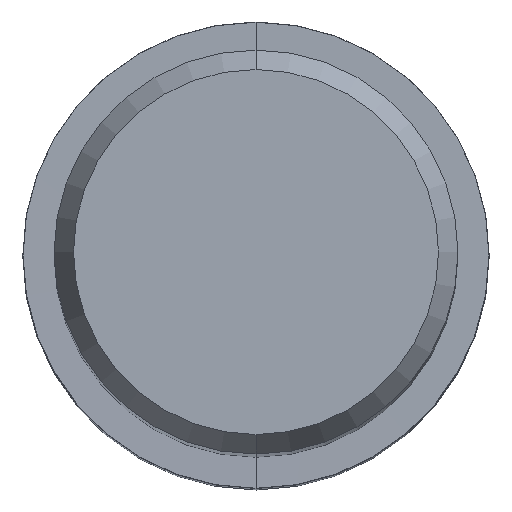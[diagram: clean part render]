
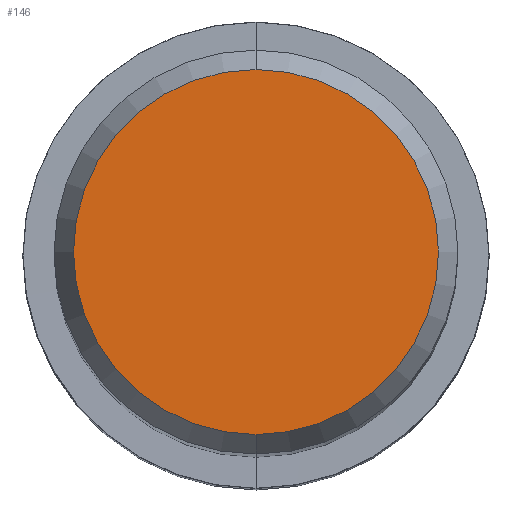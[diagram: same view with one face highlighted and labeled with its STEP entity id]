
A CAD part, top view. The second image highlights one B-rep face of the part: STEP entity #146.
In plain terms, the highlighted planar face has unit normal (0, 0, 1).
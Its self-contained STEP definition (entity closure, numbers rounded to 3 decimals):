
#90=EDGE_CURVE('',#132,#100,#204,.T.);
#100=VERTEX_POINT('',#215);
#124=EDGE_CURVE('',#100,#132,#242,.T.);
#132=VERTEX_POINT('',#251);
#146=ADVANCED_FACE('',(#266),#267,.T.);
#204=CIRCLE('',#325,4.304);
#215=CARTESIAN_POINT('',(0.0,4.304,0.01));
#242=CIRCLE('',#372,4.304);
#251=CARTESIAN_POINT('',(0.,-4.304,0.01));
#266=FACE_OUTER_BOUND('',#402,.T.);
#267=PLANE('',#403);
#325=AXIS2_PLACEMENT_3D('',#458,#459,#460);
#372=AXIS2_PLACEMENT_3D('',#501,#502,#503);
#402=EDGE_LOOP('',(#527,#528));
#403=AXIS2_PLACEMENT_3D('',#529,#530,#531);
#458=CARTESIAN_POINT('',(0.0,0.0,0.01));
#459=DIRECTION('',(0.0,0.0,-1.0));
#460=DIRECTION('',(0.0,1.0,0.0));
#501=CARTESIAN_POINT('',(0.0,0.0,0.01));
#502=DIRECTION('',(0.0,0.0,-1.0));
#503=DIRECTION('',(0.0,1.0,0.0));
#527=ORIENTED_EDGE('',*,*,#124,.F.);
#528=ORIENTED_EDGE('',*,*,#90,.F.);
#529=CARTESIAN_POINT('',(0.0,2.152,0.01));
#530=DIRECTION('',(-0.0,0.0,1.0));
#531=DIRECTION('',(0.0,-1.0,0.0));
